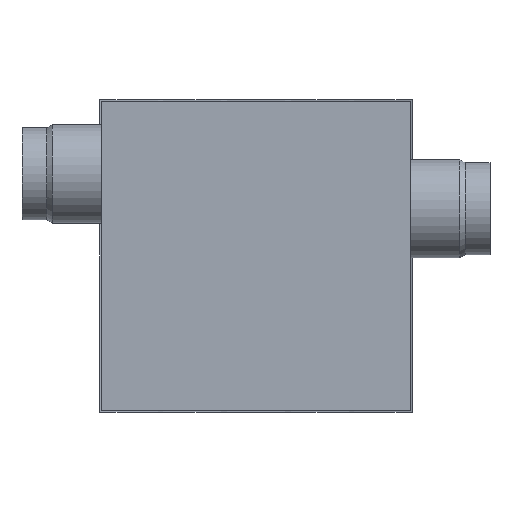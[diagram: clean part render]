
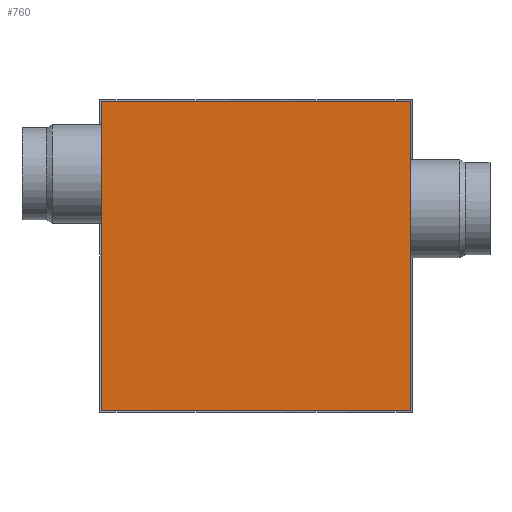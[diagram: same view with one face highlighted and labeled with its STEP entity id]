
A CAD part, left-side view. The second image highlights one B-rep face of the part: STEP entity #760.
In plain terms, the highlighted planar face has unit normal (-1, 0, 0).
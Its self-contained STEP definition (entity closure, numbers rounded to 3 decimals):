
#621 = VERTEX_POINT ( 'NONE', #1849 ) ;
#674 = VERTEX_POINT ( 'NONE', #1935 ) ;
#676 = EDGE_CURVE ( 'NONE', #690, #674, #1934, .T. ) ;
#690 = VERTEX_POINT ( 'NONE', #1972 ) ;
#692 = EDGE_CURVE ( 'NONE', #701, #690, #1971, .T. ) ;
#701 = VERTEX_POINT ( 'NONE', #2016 ) ;
#703 = EDGE_CURVE ( 'NONE', #621, #701, #2015, .T. ) ;
#744 = EDGE_CURVE ( 'NONE', #674, #621, #2070, .T. ) ;
#760 = ADVANCED_FACE ( 'NONE', ( #2065 ), #2059, .T. ) ;
#761 = EDGE_LOOP ( 'NONE', ( #762, #763, #764, #765 ) ) ;
#762 = ORIENTED_EDGE ( 'NONE', *, *, #676, .T. ) ;
#763 = ORIENTED_EDGE ( 'NONE', *, *, #744, .T. ) ;
#764 = ORIENTED_EDGE ( 'NONE', *, *, #703, .T. ) ;
#765 = ORIENTED_EDGE ( 'NONE', *, *, #692, .T. ) ;
#1849 = CARTESIAN_POINT ( 'NONE',  ( -12., 124.5, -124.5 ) ) ;
#1931 = DIRECTION ( 'NONE',  ( 0., 1., 0. ) ) ;
#1932 = VECTOR ( 'NONE', #1931, 1000. ) ;
#1933 = CARTESIAN_POINT ( 'NONE',  ( -12., -124.5, 124.5 ) ) ;
#1934 = LINE ( 'NONE', #1933, #1932 ) ;
#1935 = CARTESIAN_POINT ( 'NONE',  ( -12., 124.5, 124.5 ) ) ;
#1968 = DIRECTION ( 'NONE',  ( 0., 0., 1. ) ) ;
#1969 = VECTOR ( 'NONE', #1968, 1000. ) ;
#1970 = CARTESIAN_POINT ( 'NONE',  ( -12., -124.5, -124.5 ) ) ;
#1971 = LINE ( 'NONE', #1970, #1969 ) ;
#1972 = CARTESIAN_POINT ( 'NONE',  ( -12., -124.5, 124.5 ) ) ;
#2012 = DIRECTION ( 'NONE',  ( 0., -1., 0. ) ) ;
#2013 = VECTOR ( 'NONE', #2012, 1000. ) ;
#2014 = CARTESIAN_POINT ( 'NONE',  ( -12., 124.5, -124.5 ) ) ;
#2015 = LINE ( 'NONE', #2014, #2013 ) ;
#2016 = CARTESIAN_POINT ( 'NONE',  ( -12., -124.5, -124.5 ) ) ;
#2054 = DIRECTION ( 'NONE',  ( 0., 0., 1. ) ) ;
#2055 = DIRECTION ( 'NONE',  ( -1., 0., 0. ) ) ;
#2056 = AXIS2_PLACEMENT_3D ( 'NONE', #2058, #2055, #2054 ) ;
#2058 = CARTESIAN_POINT ( 'NONE',  ( -12., 124.5, 124.5 ) ) ;
#2059 = PLANE ( 'NONE',  #2056 ) ;
#2065 = FACE_OUTER_BOUND ( 'NONE', #761, .T. ) ;
#2067 = DIRECTION ( 'NONE',  ( 0., 0., -1. ) ) ;
#2068 = VECTOR ( 'NONE', #2067, 1000. ) ;
#2069 = CARTESIAN_POINT ( 'NONE',  ( -12., 124.5, 124.5 ) ) ;
#2070 = LINE ( 'NONE', #2069, #2068 ) ;
